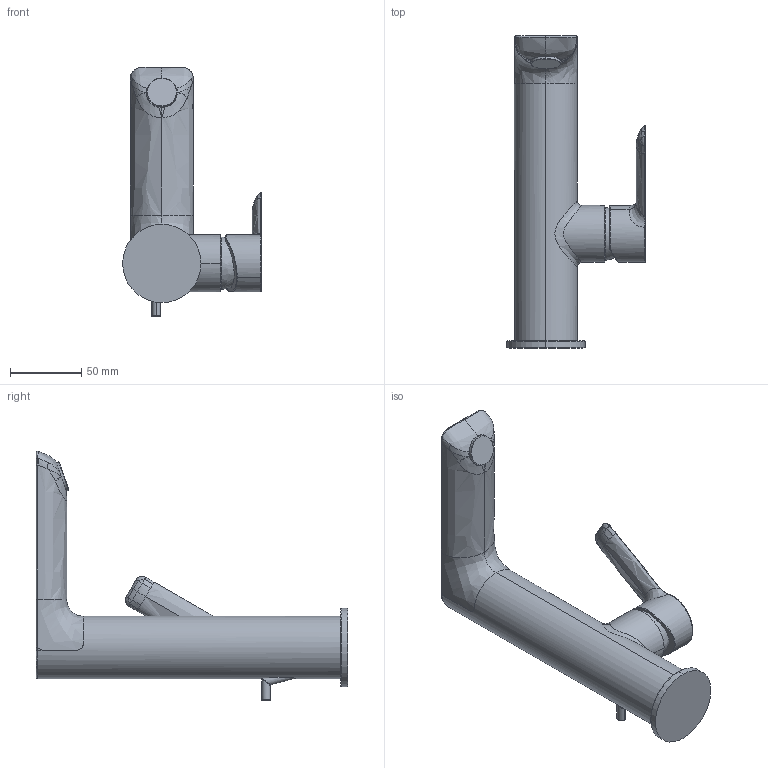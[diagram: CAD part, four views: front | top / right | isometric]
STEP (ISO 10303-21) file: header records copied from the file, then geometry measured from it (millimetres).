
FILE_DESCRIPTION (( 'STEP AP203' ), '1' );
FILE_NAME ('55302203.STEP', '2018-01-23T07:19:43', ( '' ), ( '' ), 'SwSTEP 2.0', 'SolidWorks 2016', '' );
FILE_SCHEMA (( 'CONFIG_CONTROL_DESIGN' ));
Length unit declared in the file: millimetre
Products named in the file (1): 55302203
Bounding box: 97.31 x 218.65 x 174.86 mm (x, y, z)
Volume: 495222.4 mm3; surface area: 58837.6 mm2
Topology: 1 solids, 1 shells, 118 faces, 289 edges, 175 vertices
Faces by surface type: bspline 78, cylinder 21, plane 10, torus 7, cone 2
Entity records: 17950 total; most frequent: CARTESIAN_POINT 15732, ORIENTED_EDGE 570, EDGE_CURVE 285, DIRECTION 230, B_SPLINE_CURVE_WITH_KNOTS 191, VERTEX_POINT 175, EDGE_LOOP 124, FACE_OUTER_BOUND 118
